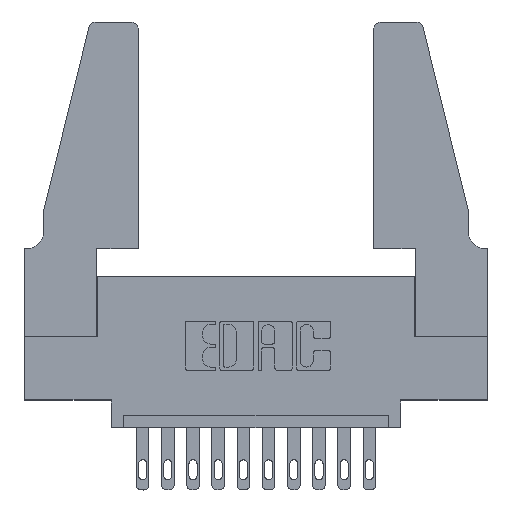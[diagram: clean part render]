
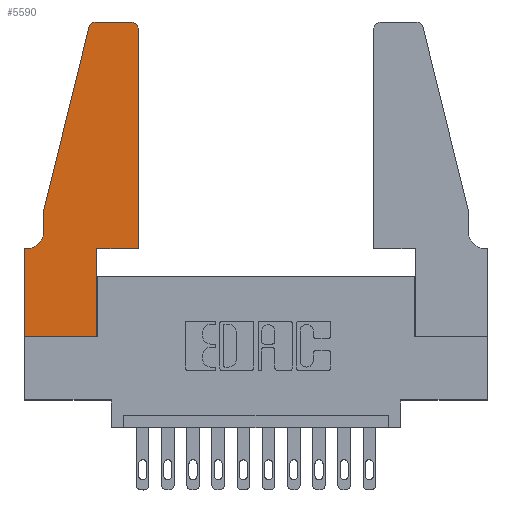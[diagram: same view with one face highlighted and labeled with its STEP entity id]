
A CAD part, top view. The second image highlights one B-rep face of the part: STEP entity #5590.
In plain terms, the highlighted planar face has unit normal (0, 0, 1).
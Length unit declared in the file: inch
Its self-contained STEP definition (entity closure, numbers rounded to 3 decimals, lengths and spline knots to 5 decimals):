
#379 = VECTOR ( 'NONE', #6629, 39.37008 ) ;
#812 = DIRECTION ( 'NONE',  ( 1., 0., 0. ) ) ;
#874 = VECTOR ( 'NONE', #7266, 39.37008 ) ;
#905 = VERTEX_POINT ( 'NONE', #8779 ) ;
#1074 = VECTOR ( 'NONE', #13912, 39.37008 ) ;
#1450 = ORIENTED_EDGE ( 'NONE', *, *, #11496, .T. ) ;
#1594 = VERTEX_POINT ( 'NONE', #2917 ) ;
#1742 = VECTOR ( 'NONE', #9012, 39.37008 ) ;
#1766 = CARTESIAN_POINT ( 'NONE',  ( 0.0755, 0.5, 0.37 ) ) ;
#1891 = DIRECTION ( 'NONE',  ( 0., 0., -1. ) ) ;
#1993 = ORIENTED_EDGE ( 'NONE', *, *, #13534, .T. ) ;
#2209 = LINE ( 'NONE', #8589, #7104 ) ;
#2228 = VECTOR ( 'NONE', #8314, 39.37008 ) ;
#2282 = EDGE_CURVE ( 'NONE', #3959, #3742, #13469, .T. ) ;
#2602 = CARTESIAN_POINT ( 'NONE',  ( 0.0755, 0.42, 0.37 ) ) ;
#2712 = EDGE_CURVE ( 'NONE', #10205, #12125, #3973, .T. ) ;
#2846 = EDGE_CURVE ( 'NONE', #12125, #11087, #13286, .T. ) ;
#2917 = CARTESIAN_POINT ( 'NONE',  ( 0., 0., 0.37 ) ) ;
#3023 = CARTESIAN_POINT ( 'NONE',  ( 0.0055, 0.42, 0.37 ) ) ;
#3116 = DIRECTION ( 'NONE',  ( -1., 0., 0. ) ) ;
#3307 = EDGE_CURVE ( 'NONE', #5346, #6056, #6678, .T. ) ;
#3685 = EDGE_CURVE ( 'NONE', #5685, #5346, #11619, .T. ) ;
#3742 = VERTEX_POINT ( 'NONE', #6064 ) ;
#3864 = CARTESIAN_POINT ( 'NONE',  ( 0.4205, 1.25, 0.37 ) ) ;
#3891 = EDGE_CURVE ( 'NONE', #905, #5685, #13605, .T. ) ;
#3959 = VERTEX_POINT ( 'NONE', #6147 ) ;
#3973 = LINE ( 'NONE', #5355, #1074 ) ;
#4030 = ORIENTED_EDGE ( 'NONE', *, *, #2712, .T. ) ;
#4556 = DIRECTION ( 'NONE',  ( 0., 0., 1. ) ) ;
#4717 = ORIENTED_EDGE ( 'NONE', *, *, #3685, .T. ) ;
#5154 = VECTOR ( 'NONE', #812, 39.37008 ) ;
#5283 = ORIENTED_EDGE ( 'NONE', *, *, #2846, .T. ) ;
#5305 = CARTESIAN_POINT ( 'NONE',  ( 0., 0.35, 0.37 ) ) ;
#5346 = VERTEX_POINT ( 'NONE', #10809 ) ;
#5355 = CARTESIAN_POINT ( 'NONE',  ( 0.0755, 0.5, 0.37 ) ) ;
#5590 = ADVANCED_FACE ( 'NONE', ( #7080 ), #8035, .T. ) ;
#5685 = VERTEX_POINT ( 'NONE', #9355 ) ;
#6056 = VERTEX_POINT ( 'NONE', #10187 ) ;
#6064 = CARTESIAN_POINT ( 'NONE',  ( 0.25487, 1.22718, 0.37 ) ) ;
#6147 = CARTESIAN_POINT ( 'NONE',  ( 0.284, 1.25, 0.37 ) ) ;
#6231 = CARTESIAN_POINT ( 'NONE',  ( 0., 0., 0.37 ) ) ;
#6629 = DIRECTION ( 'NONE',  ( 0., 1., 0. ) ) ;
#6678 = LINE ( 'NONE', #11374, #379 ) ;
#6959 = CARTESIAN_POINT ( 'NONE',  ( 0.2865, 0.35, 0.37 ) ) ;
#7080 = FACE_OUTER_BOUND ( 'NONE', #8891, .T. ) ;
#7104 = VECTOR ( 'NONE', #7617, 39.37008 ) ;
#7266 = DIRECTION ( 'NONE',  ( 1., 0., 0. ) ) ;
#7329 = DIRECTION ( 'NONE',  ( 1., 0., 0. ) ) ;
#7601 = EDGE_CURVE ( 'NONE', #6056, #10772, #13768, .T. ) ;
#7617 = DIRECTION ( 'NONE',  ( 0., -1., 0. ) ) ;
#7849 = VERTEX_POINT ( 'NONE', #9140 ) ;
#8035 = PLANE ( 'NONE',  #11926 ) ;
#8070 = DIRECTION ( 'NONE',  ( 0., 0., 1. ) ) ;
#8290 = ORIENTED_EDGE ( 'NONE', *, *, #3891, .T. ) ;
#8314 = DIRECTION ( 'NONE',  ( -0.239, -0.971, 0. ) ) ;
#8589 = CARTESIAN_POINT ( 'NONE',  ( 0., 0., 0.37 ) ) ;
#8779 = CARTESIAN_POINT ( 'NONE',  ( 0.2865, 0., 0.37 ) ) ;
#8884 = DIRECTION ( 'NONE',  ( -1., 0., 0. ) ) ;
#8891 = EDGE_LOOP ( 'NONE', ( #1993, #9516, #11375, #4030, #5283, #10795, #12583, #1450, #8290, #4717, #13472, #9133 ) ) ;
#9012 = DIRECTION ( 'NONE',  ( 0., 1., 0. ) ) ;
#9133 = ORIENTED_EDGE ( 'NONE', *, *, #7601, .T. ) ;
#9140 = CARTESIAN_POINT ( 'NONE',  ( 0., 0.35, 0.37 ) ) ;
#9355 = CARTESIAN_POINT ( 'NONE',  ( 0.2865, 0.35, 0.37 ) ) ;
#9495 = AXIS2_PLACEMENT_3D ( 'NONE', #12735, #13796, #7329 ) ;
#9516 = ORIENTED_EDGE ( 'NONE', *, *, #2282, .T. ) ;
#9557 = LINE ( 'NONE', #6231, #874 ) ;
#9599 = EDGE_CURVE ( 'NONE', #3742, #10205, #10184, .T. ) ;
#9669 = VECTOR ( 'NONE', #3116, 39.37008 ) ;
#9970 = CARTESIAN_POINT ( 'NONE',  ( 0.0755, 0.35, 0.37 ) ) ;
#10184 = LINE ( 'NONE', #1766, #2228 ) ;
#10187 = CARTESIAN_POINT ( 'NONE',  ( 0.4505, 1.22, 0.37 ) ) ;
#10205 = VERTEX_POINT ( 'NONE', #10522 ) ;
#10409 = EDGE_CURVE ( 'NONE', #7849, #1594, #2209, .T. ) ;
#10522 = CARTESIAN_POINT ( 'NONE',  ( 0.0755, 0.5, 0.37 ) ) ;
#10710 = AXIS2_PLACEMENT_3D ( 'NONE', #3023, #1891, #13855 ) ;
#10772 = VERTEX_POINT ( 'NONE', #3864 ) ;
#10795 = ORIENTED_EDGE ( 'NONE', *, *, #13091, .T. ) ;
#10809 = CARTESIAN_POINT ( 'NONE',  ( 0.4505, 0.35, 0.37 ) ) ;
#11087 = VERTEX_POINT ( 'NONE', #11900 ) ;
#11362 = DIRECTION ( 'NONE',  ( 1., 0., 0. ) ) ;
#11374 = CARTESIAN_POINT ( 'NONE',  ( 0.4505, 0.35, 0.37 ) ) ;
#11375 = ORIENTED_EDGE ( 'NONE', *, *, #9599, .T. ) ;
#11496 = EDGE_CURVE ( 'NONE', #1594, #905, #9557, .T. ) ;
#11564 = VECTOR ( 'NONE', #8884, 39.37008 ) ;
#11619 = LINE ( 'NONE', #13982, #5154 ) ;
#11900 = CARTESIAN_POINT ( 'NONE',  ( 0.0055, 0.35, 0.37 ) ) ;
#11926 = AXIS2_PLACEMENT_3D ( 'NONE', #5305, #4556, #12152 ) ;
#12066 = LINE ( 'NONE', #9970, #11564 ) ;
#12125 = VERTEX_POINT ( 'NONE', #2602 ) ;
#12152 = DIRECTION ( 'NONE',  ( 1., 0., 0. ) ) ;
#12539 = LINE ( 'NONE', #13948, #9669 ) ;
#12583 = ORIENTED_EDGE ( 'NONE', *, *, #10409, .T. ) ;
#12735 = CARTESIAN_POINT ( 'NONE',  ( 0.4205, 1.22, 0.37 ) ) ;
#13091 = EDGE_CURVE ( 'NONE', #11087, #7849, #12066, .T. ) ;
#13286 = CIRCLE ( 'NONE', #10710, 0.07 ) ;
#13460 = CARTESIAN_POINT ( 'NONE',  ( 0.284, 1.22, 0.37 ) ) ;
#13469 = CIRCLE ( 'NONE', #13856, 0.03 ) ;
#13472 = ORIENTED_EDGE ( 'NONE', *, *, #3307, .T. ) ;
#13534 = EDGE_CURVE ( 'NONE', #10772, #3959, #12539, .T. ) ;
#13605 = LINE ( 'NONE', #6959, #1742 ) ;
#13768 = CIRCLE ( 'NONE', #9495, 0.03 ) ;
#13796 = DIRECTION ( 'NONE',  ( 0., 0., 1. ) ) ;
#13855 = DIRECTION ( 'NONE',  ( -1., 0., 0. ) ) ;
#13856 = AXIS2_PLACEMENT_3D ( 'NONE', #13460, #8070, #11362 ) ;
#13912 = DIRECTION ( 'NONE',  ( 0., -1., 0. ) ) ;
#13948 = CARTESIAN_POINT ( 'NONE',  ( 0.2605, 1.25, 0.37 ) ) ;
#13982 = CARTESIAN_POINT ( 'NONE',  ( 0.4505, 0.35, 0.37 ) ) ;
